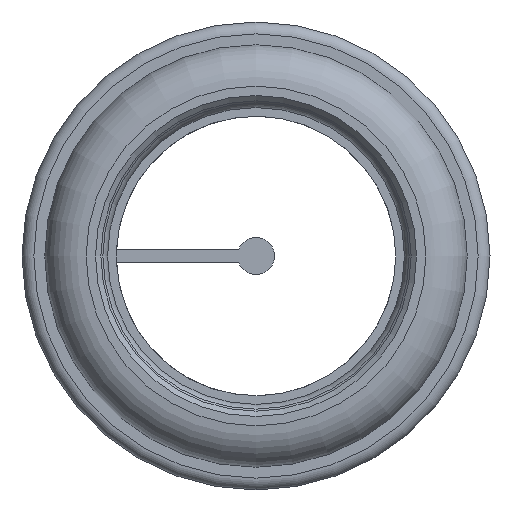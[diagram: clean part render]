
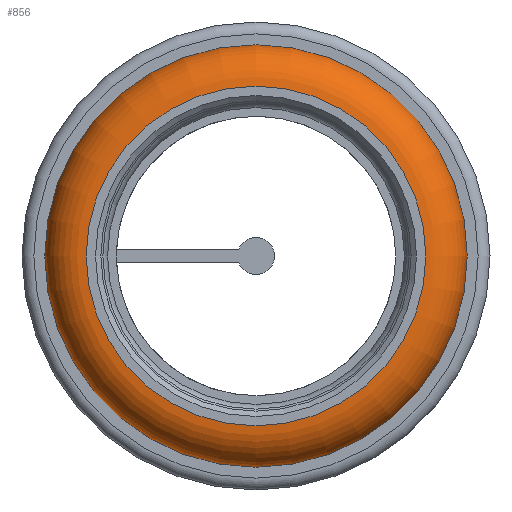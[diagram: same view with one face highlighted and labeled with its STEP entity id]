
A CAD part, left-side view. The second image highlights one B-rep face of the part: STEP entity #856.
In plain terms, the highlighted toroidal (fillet/blend) face has major radius 12.7 mm and minor radius 3.1 mm.
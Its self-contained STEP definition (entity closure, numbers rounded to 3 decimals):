
#26=TOROIDAL_SURFACE($,#945,12.7,3.1);
#63=FACE_BOUND($,#227,.T.);
#162=FACE_OUTER_BOUND($,#226,.T.);
#226=EDGE_LOOP($,(#647));
#227=EDGE_LOOP($,(#648));
#389=CIRCLE($,#943,15.075);
#391=CIRCLE($,#946,12.7);
#469=VERTEX_POINT($,#1445);
#471=VERTEX_POINT($,#1450);
#553=EDGE_CURVE($,#469,#469,#389,.T.);
#555=EDGE_CURVE($,#471,#471,#391,.T.);
#647=ORIENTED_EDGE($,*,*,#555,.F.);
#648=ORIENTED_EDGE($,*,*,#553,.T.);
#856=ADVANCED_FACE($,(#162,#63),#26,.T.);
#943=AXIS2_PLACEMENT_3D($,#1446,#1122,#1123);
#945=AXIS2_PLACEMENT_3D($,#1449,#1126,#1127);
#946=AXIS2_PLACEMENT_3D($,#1451,#1128,#1129);
#1122=DIRECTION('center_axis',(-1.,0.,0.));
#1123=DIRECTION('ref_axis',(0.,0.,1.));
#1126=DIRECTION('center_axis',(-1.,0.,0.));
#1127=DIRECTION('ref_axis',(0.,0.,1.));
#1128=DIRECTION('center_axis',(-1.,0.,0.));
#1129=DIRECTION('ref_axis',(0.,0.,1.));
#1445=CARTESIAN_POINT('',(5.093,0.,15.075));
#1446=CARTESIAN_POINT('Origin',(5.093,0.,0.));
#1449=CARTESIAN_POINT('Origin',(3.1,0.,0.));
#1450=CARTESIAN_POINT('',(0.,0.,12.7));
#1451=CARTESIAN_POINT('Origin',(0.,0.,0.));
